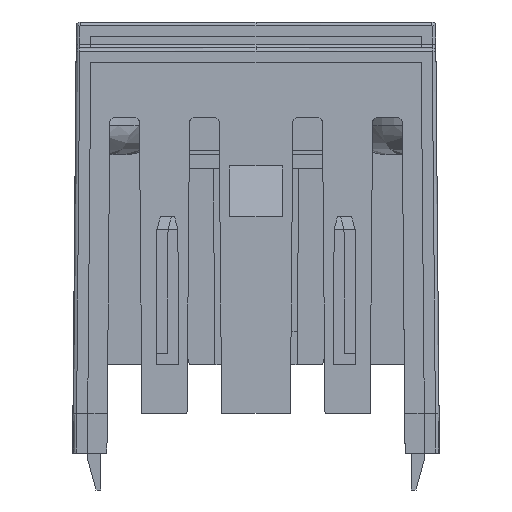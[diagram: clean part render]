
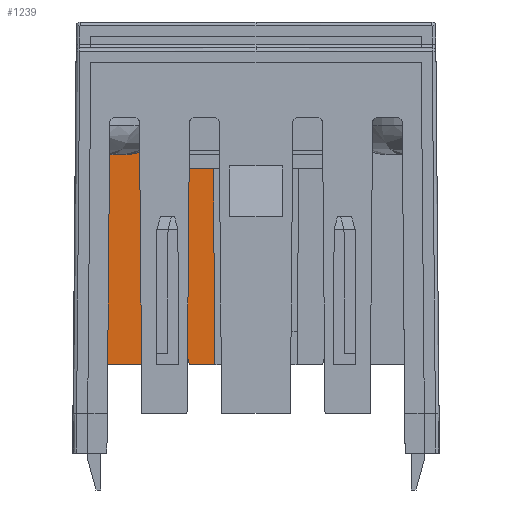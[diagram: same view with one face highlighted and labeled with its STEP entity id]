
A CAD part, left-side view. The second image highlights one B-rep face of the part: STEP entity #1239.
In plain terms, the highlighted planar face has unit normal (-1, 0, -0.009).
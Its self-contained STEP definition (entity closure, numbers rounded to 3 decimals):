
#1120=AXIS2_PLACEMENT_3D('Plane Axis2P3D',#1117,#1118,#1119) ;
#440=CARTESIAN_POINT('Vertex',(-2.314,14.844,6.7)) ;
#443=CARTESIAN_POINT('Line Origine',(-2.314,10.316,6.7)) ;
#447=CARTESIAN_POINT('Vertex',(-2.314,5.789,6.7)) ;
#1091=CARTESIAN_POINT('Line Origine',(-2.198,5.673,-6.55)) ;
#1095=CARTESIAN_POINT('Vertex',(-2.083,5.558,-19.8)) ;
#1117=CARTESIAN_POINT('Axis2P3D Location',(-2.025,22.8,-26.4)) ;
#1122=CARTESIAN_POINT('Line Origine',(-2.083,7.279,-19.8)) ;
#1126=CARTESIAN_POINT('Vertex',(-2.083,9.001,-19.8)) ;
#1129=CARTESIAN_POINT('Line Origine',(-2.357,14.887,11.614)) ;
#1133=CARTESIAN_POINT('Vertex',(-2.4,14.93,16.527)) ;
#1137=CARTESIAN_POINT('Control Point',(-2.4,22.425,16.527)) ;
#1138=CARTESIAN_POINT('Control Point',(-2.4,20.926,16.527)) ;
#1139=CARTESIAN_POINT('Control Point',(-2.4,19.427,16.527)) ;
#1140=CARTESIAN_POINT('Control Point',(-2.4,17.928,16.527)) ;
#1141=CARTESIAN_POINT('Control Point',(-2.4,16.429,16.527)) ;
#1142=CARTESIAN_POINT('Control Point',(-2.4,14.93,16.527)) ;
#1143=CARTESIAN_POINT('Vertex',(-2.4,22.425,16.527)) ;
#1146=CARTESIAN_POINT('Line Origine',(-2.189,22.636,-7.636)) ;
#1150=CARTESIAN_POINT('Vertex',(-1.978,22.847,-31.8)) ;
#1153=CARTESIAN_POINT('Line Origine',(-1.978,22.097,-31.8)) ;
#1157=CARTESIAN_POINT('Vertex',(-1.978,21.347,-31.8)) ;
#1160=CARTESIAN_POINT('Line Origine',(-2.03,21.294,-25.8)) ;
#1164=CARTESIAN_POINT('Vertex',(-2.083,21.242,-19.8)) ;
#1167=CARTESIAN_POINT('Line Origine',(-2.083,17.502,-19.8)) ;
#1171=CARTESIAN_POINT('Vertex',(-2.083,13.763,-19.8)) ;
#1174=CARTESIAN_POINT('Line Origine',(-2.089,13.757,-19.05)) ;
#1178=CARTESIAN_POINT('Vertex',(-2.096,13.75,-18.3)) ;
#1181=CARTESIAN_POINT('Line Origine',(-2.096,13.416,-18.3)) ;
#1185=CARTESIAN_POINT('Vertex',(-2.096,13.083,-18.3)) ;
#1188=CARTESIAN_POINT('Line Origine',(-2.107,12.736,-17.05)) ;
#1192=CARTESIAN_POINT('Vertex',(-2.118,12.39,-15.8)) ;
#1195=CARTESIAN_POINT('Line Origine',(-2.187,12.32,-7.8)) ;
#1199=CARTESIAN_POINT('Vertex',(-2.257,12.25,0.2)) ;
#1202=CARTESIAN_POINT('Line Origine',(-2.257,11.25,0.2)) ;
#1206=CARTESIAN_POINT('Vertex',(-2.257,10.25,0.2)) ;
#1209=CARTESIAN_POINT('Line Origine',(-2.187,10.18,-7.8)) ;
#1213=CARTESIAN_POINT('Vertex',(-2.118,10.11,-15.8)) ;
#1216=CARTESIAN_POINT('Line Origine',(-2.1,9.556,-17.8)) ;
#444=DIRECTION('Vector Direction',(0.,1.,0.)) ;
#1092=DIRECTION('Vector Direction',(0.009,-0.009,-1.)) ;
#1118=DIRECTION('Axis2P3D Direction',(1.,0.,0.009)) ;
#1119=DIRECTION('Axis2P3D XDirection',(0.,-1.,0.)) ;
#1123=DIRECTION('Vector Direction',(0.,1.,0.)) ;
#1130=DIRECTION('Vector Direction',(0.009,-0.009,-1.)) ;
#1147=DIRECTION('Vector Direction',(0.009,0.009,-1.)) ;
#1154=DIRECTION('Vector Direction',(0.,1.,0.)) ;
#1161=DIRECTION('Vector Direction',(-0.009,-0.009,1.)) ;
#1168=DIRECTION('Vector Direction',(0.,-1.,0.)) ;
#1175=DIRECTION('Vector Direction',(-0.009,-0.009,1.)) ;
#1182=DIRECTION('Vector Direction',(0.,-1.,0.)) ;
#1189=DIRECTION('Vector Direction',(-0.008,-0.267,0.964)) ;
#1196=DIRECTION('Vector Direction',(0.009,0.009,-1.)) ;
#1203=DIRECTION('Vector Direction',(0.,-1.,0.)) ;
#1210=DIRECTION('Vector Direction',(0.009,-0.009,-1.)) ;
#1217=DIRECTION('Vector Direction',(0.008,-0.267,-0.964)) ;
#445=VECTOR('Line Direction',#444,1.) ;
#1093=VECTOR('Line Direction',#1092,1.) ;
#1124=VECTOR('Line Direction',#1123,1.) ;
#1131=VECTOR('Line Direction',#1130,1.) ;
#1148=VECTOR('Line Direction',#1147,1.) ;
#1155=VECTOR('Line Direction',#1154,1.) ;
#1162=VECTOR('Line Direction',#1161,1.) ;
#1169=VECTOR('Line Direction',#1168,1.) ;
#1176=VECTOR('Line Direction',#1175,1.) ;
#1183=VECTOR('Line Direction',#1182,1.) ;
#1190=VECTOR('Line Direction',#1189,1.) ;
#1197=VECTOR('Line Direction',#1196,1.) ;
#1204=VECTOR('Line Direction',#1203,1.) ;
#1211=VECTOR('Line Direction',#1210,1.) ;
#1218=VECTOR('Line Direction',#1217,1.) ;
#1222=ORIENTED_EDGE('',*,*,#1128,.F.) ;
#1223=ORIENTED_EDGE('',*,*,#1097,.F.) ;
#1224=ORIENTED_EDGE('',*,*,#449,.T.) ;
#1225=ORIENTED_EDGE('',*,*,#1135,.F.) ;
#1226=ORIENTED_EDGE('',*,*,#1145,.F.) ;
#1227=ORIENTED_EDGE('',*,*,#1152,.T.) ;
#1228=ORIENTED_EDGE('',*,*,#1159,.T.) ;
#1229=ORIENTED_EDGE('',*,*,#1166,.T.) ;
#1230=ORIENTED_EDGE('',*,*,#1173,.T.) ;
#1231=ORIENTED_EDGE('',*,*,#1180,.T.) ;
#1232=ORIENTED_EDGE('',*,*,#1187,.T.) ;
#1233=ORIENTED_EDGE('',*,*,#1194,.T.) ;
#1234=ORIENTED_EDGE('',*,*,#1201,.F.) ;
#1235=ORIENTED_EDGE('',*,*,#1208,.T.) ;
#1236=ORIENTED_EDGE('',*,*,#1215,.T.) ;
#1237=ORIENTED_EDGE('',*,*,#1220,.T.) ;
#1239=ADVANCED_FACE('Hauptkoerper nicht benutzen',(#1238),#1121,.F.) ;
#1136=B_SPLINE_CURVE_WITH_KNOTS('',5,(#1137,#1138,#1139,#1140,#1141,#1142),.UNSPECIFIED.,.F.,.U.,(6,6),(0.,7.496),.UNSPECIFIED.) ;
#449=EDGE_CURVE('',#448,#441,#446,.T.) ;
#1097=EDGE_CURVE('',#448,#1096,#1094,.T.) ;
#1128=EDGE_CURVE('',#1096,#1127,#1125,.T.) ;
#1135=EDGE_CURVE('',#1134,#441,#1132,.T.) ;
#1145=EDGE_CURVE('',#1144,#1134,#1136,.T.) ;
#1152=EDGE_CURVE('',#1144,#1151,#1149,.T.) ;
#1159=EDGE_CURVE('',#1151,#1158,#1156,.F.) ;
#1166=EDGE_CURVE('',#1158,#1165,#1163,.T.) ;
#1173=EDGE_CURVE('',#1165,#1172,#1170,.T.) ;
#1180=EDGE_CURVE('',#1172,#1179,#1177,.T.) ;
#1187=EDGE_CURVE('',#1179,#1186,#1184,.T.) ;
#1194=EDGE_CURVE('',#1186,#1193,#1191,.T.) ;
#1201=EDGE_CURVE('',#1200,#1193,#1198,.T.) ;
#1208=EDGE_CURVE('',#1200,#1207,#1205,.T.) ;
#1215=EDGE_CURVE('',#1207,#1214,#1212,.T.) ;
#1220=EDGE_CURVE('',#1214,#1127,#1219,.T.) ;
#1221=EDGE_LOOP('',(#1222,#1223,#1224,#1225,#1226,#1227,#1228,#1229,#1230,#1231,#1232,#1233,#1234,#1235,#1236,#1237)) ;
#1238=FACE_OUTER_BOUND('',#1221,.T.) ;
#446=LINE('Line',#443,#445) ;
#1094=LINE('Line',#1091,#1093) ;
#1125=LINE('Line',#1122,#1124) ;
#1132=LINE('Line',#1129,#1131) ;
#1149=LINE('Line',#1146,#1148) ;
#1156=LINE('Line',#1153,#1155) ;
#1163=LINE('Line',#1160,#1162) ;
#1170=LINE('Line',#1167,#1169) ;
#1177=LINE('Line',#1174,#1176) ;
#1184=LINE('Line',#1181,#1183) ;
#1191=LINE('Line',#1188,#1190) ;
#1198=LINE('Line',#1195,#1197) ;
#1205=LINE('Line',#1202,#1204) ;
#1212=LINE('Line',#1209,#1211) ;
#1219=LINE('Line',#1216,#1218) ;
#1121=PLANE('Plane',#1120) ;
#441=VERTEX_POINT('',#440) ;
#448=VERTEX_POINT('',#447) ;
#1096=VERTEX_POINT('',#1095) ;
#1127=VERTEX_POINT('',#1126) ;
#1134=VERTEX_POINT('',#1133) ;
#1144=VERTEX_POINT('',#1143) ;
#1151=VERTEX_POINT('',#1150) ;
#1158=VERTEX_POINT('',#1157) ;
#1165=VERTEX_POINT('',#1164) ;
#1172=VERTEX_POINT('',#1171) ;
#1179=VERTEX_POINT('',#1178) ;
#1186=VERTEX_POINT('',#1185) ;
#1193=VERTEX_POINT('',#1192) ;
#1200=VERTEX_POINT('',#1199) ;
#1207=VERTEX_POINT('',#1206) ;
#1214=VERTEX_POINT('',#1213) ;
